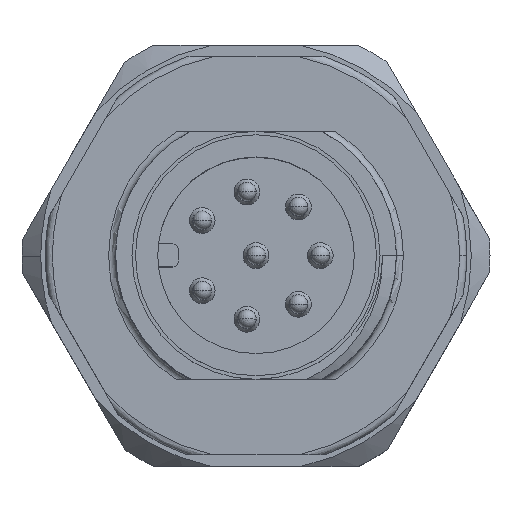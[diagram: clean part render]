
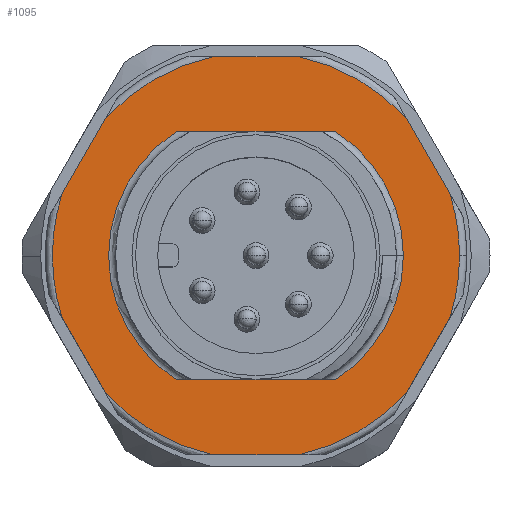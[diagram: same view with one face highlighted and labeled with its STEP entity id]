
A CAD part, top view. The second image highlights one B-rep face of the part: STEP entity #1095.
In plain terms, the highlighted planar face has unit normal (0, 0, 1).
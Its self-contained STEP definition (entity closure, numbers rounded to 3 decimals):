
#680=PLANE('',#8076);
#795=FACE_BOUND('',#2148,.T.);
#796=FACE_BOUND('',#2149,.T.);
#1095=ADVANCED_FACE('',(#795,#796),#680,.T.);
#2148=EDGE_LOOP('',(#4021,#4022,#4023,#4024,#4025,#4026,#4027,#4028,#4029,
#4030,#4031,#4032,#4033,#4034));
#2149=EDGE_LOOP('',(#4035,#4036,#4037,#4038,#4039,#4040));
#2641=LINE('',#12828,#2973);
#2645=LINE('',#12924,#2977);
#2649=LINE('',#13029,#2981);
#2650=LINE('',#13036,#2982);
#2651=LINE('',#13040,#2983);
#2652=LINE('',#13046,#2984);
#2653=LINE('',#13052,#2985);
#2654=LINE('',#13058,#2986);
#2973=VECTOR('',#9348,1.);
#2977=VECTOR('',#9378,1.);
#2981=VECTOR('',#9392,1.);
#2982=VECTOR('',#9401,1.);
#2983=VECTOR('',#9404,1.);
#2984=VECTOR('',#9409,1.);
#2985=VECTOR('',#9414,1.);
#2986=VECTOR('',#9419,1.);
#4021=ORIENTED_EDGE('',*,*,#6602,.T.);
#4022=ORIENTED_EDGE('',*,*,#6601,.F.);
#4023=ORIENTED_EDGE('',*,*,#6603,.T.);
#4024=ORIENTED_EDGE('',*,*,#6590,.T.);
#4025=ORIENTED_EDGE('',*,*,#6582,.T.);
#4026=ORIENTED_EDGE('',*,*,#6581,.T.);
#4027=ORIENTED_EDGE('',*,*,#6575,.T.);
#4028=ORIENTED_EDGE('',*,*,#6604,.T.);
#4029=ORIENTED_EDGE('',*,*,#6605,.F.);
#4030=ORIENTED_EDGE('',*,*,#6606,.T.);
#4031=ORIENTED_EDGE('',*,*,#6607,.T.);
#4032=ORIENTED_EDGE('',*,*,#6608,.T.);
#4033=ORIENTED_EDGE('',*,*,#6609,.T.);
#4034=ORIENTED_EDGE('',*,*,#6610,.T.);
#4035=ORIENTED_EDGE('',*,*,#6611,.T.);
#4036=ORIENTED_EDGE('',*,*,#6612,.T.);
#4037=ORIENTED_EDGE('',*,*,#6613,.F.);
#4038=ORIENTED_EDGE('',*,*,#6614,.T.);
#4039=ORIENTED_EDGE('',*,*,#6615,.T.);
#4040=ORIENTED_EDGE('',*,*,#6616,.F.);
#5683=VERTEX_POINT('',#12827);
#5684=VERTEX_POINT('',#12829);
#5688=VERTEX_POINT('',#12856);
#5689=VERTEX_POINT('',#12858);
#5693=VERTEX_POINT('',#12925);
#5698=VERTEX_POINT('',#12989);
#5700=VERTEX_POINT('',#13028);
#5701=VERTEX_POINT('',#13032);
#5702=VERTEX_POINT('',#13035);
#5703=VERTEX_POINT('',#13037);
#5704=VERTEX_POINT('',#13039);
#5705=VERTEX_POINT('',#13041);
#5706=VERTEX_POINT('',#13043);
#5707=VERTEX_POINT('',#13045);
#5708=VERTEX_POINT('',#13048);
#5709=VERTEX_POINT('',#13049);
#5710=VERTEX_POINT('',#13051);
#5711=VERTEX_POINT('',#13053);
#5712=VERTEX_POINT('',#13055);
#5713=VERTEX_POINT('',#13057);
#6575=EDGE_CURVE('',#5684,#5683,#2641,.T.);
#6581=EDGE_CURVE('',#5688,#5684,#7471,.T.);
#6582=EDGE_CURVE('',#5689,#5688,#7472,.T.);
#6590=EDGE_CURVE('',#5693,#5689,#2645,.T.);
#6601=EDGE_CURVE('',#5700,#5698,#2649,.T.);
#6602=EDGE_CURVE('',#5701,#5698,#7478,.T.);
#6603=EDGE_CURVE('',#5700,#5693,#7479,.T.);
#6604=EDGE_CURVE('',#5683,#5702,#7480,.T.);
#6605=EDGE_CURVE('',#5703,#5702,#2650,.T.);
#6606=EDGE_CURVE('',#5703,#5704,#7481,.T.);
#6607=EDGE_CURVE('',#5704,#5705,#2651,.T.);
#6608=EDGE_CURVE('',#5705,#5706,#7482,.T.);
#6609=EDGE_CURVE('',#5706,#5707,#7483,.T.);
#6610=EDGE_CURVE('',#5707,#5701,#2652,.T.);
#6611=EDGE_CURVE('',#5708,#5709,#7484,.T.);
#6612=EDGE_CURVE('',#5709,#5710,#7485,.T.);
#6613=EDGE_CURVE('',#5711,#5710,#2653,.T.);
#6614=EDGE_CURVE('',#5711,#5712,#7486,.T.);
#6615=EDGE_CURVE('',#5712,#5713,#7487,.T.);
#6616=EDGE_CURVE('',#5708,#5713,#2654,.T.);
#7471=CIRCLE('',#8051,8.7);
#7472=CIRCLE('',#8052,8.7);
#7478=CIRCLE('',#8066,8.7);
#7479=CIRCLE('',#8067,8.7);
#7480=CIRCLE('',#8068,8.7);
#7481=CIRCLE('',#8069,8.7);
#7482=CIRCLE('',#8070,8.7);
#7483=CIRCLE('',#8071,8.7);
#7484=CIRCLE('',#8072,6.3);
#7485=CIRCLE('',#8073,6.3);
#7486=CIRCLE('',#8074,6.3);
#7487=CIRCLE('',#8075,6.3);
#8051=AXIS2_PLACEMENT_3D('',#12855,#9359,#9360);
#8052=AXIS2_PLACEMENT_3D('',#12857,#9361,#9362);
#8066=AXIS2_PLACEMENT_3D('',#13031,#9395,#9396);
#8067=AXIS2_PLACEMENT_3D('',#13033,#9397,#9398);
#8068=AXIS2_PLACEMENT_3D('',#13034,#9399,#9400);
#8069=AXIS2_PLACEMENT_3D('',#13038,#9402,#9403);
#8070=AXIS2_PLACEMENT_3D('',#13042,#9405,#9406);
#8071=AXIS2_PLACEMENT_3D('',#13044,#9407,#9408);
#8072=AXIS2_PLACEMENT_3D('',#13047,#9410,#9411);
#8073=AXIS2_PLACEMENT_3D('',#13050,#9412,#9413);
#8074=AXIS2_PLACEMENT_3D('',#13054,#9415,#9416);
#8075=AXIS2_PLACEMENT_3D('',#13056,#9417,#9418);
#8076=AXIS2_PLACEMENT_3D('',#13059,#9420,#9421);
#9348=DIRECTION('',(0.5,-0.866,0.));
#9359=DIRECTION('',(0.,0.,1.));
#9360=DIRECTION('',(-1.,0.,0.));
#9361=DIRECTION('',(0.,0.,1.));
#9362=DIRECTION('',(-0.953,0.304,0.));
#9378=DIRECTION('',(-0.5,-0.866,0.));
#9392=DIRECTION('',(1.,0.,0.));
#9395=DIRECTION('',(0.,0.,1.));
#9396=DIRECTION('',(0.74,0.673,0.));
#9397=DIRECTION('',(0.,0.,1.));
#9398=DIRECTION('',(-0.213,0.977,0.));
#9399=DIRECTION('',(0.,0.,1.));
#9400=DIRECTION('',(-0.74,-0.673,0.));
#9401=DIRECTION('',(-1.,0.,0.));
#9402=DIRECTION('',(0.,0.,1.));
#9403=DIRECTION('',(0.213,-0.977,0.));
#9404=DIRECTION('',(0.5,0.866,0.));
#9405=DIRECTION('',(0.,0.,1.));
#9406=DIRECTION('',(0.953,-0.304,0.));
#9407=DIRECTION('',(0.,0.,1.));
#9408=DIRECTION('',(1.,0.,0.));
#9409=DIRECTION('',(-0.5,0.866,0.));
#9410=DIRECTION('',(0.,0.,-1.));
#9411=DIRECTION('',(0.541,0.841,0.));
#9412=DIRECTION('',(0.,0.,-1.));
#9413=DIRECTION('',(1.,0.,0.));
#9414=DIRECTION('',(1.,0.,0.));
#9415=DIRECTION('',(0.,0.,-1.));
#9416=DIRECTION('',(-0.541,-0.841,0.));
#9417=DIRECTION('',(0.,0.,-1.));
#9418=DIRECTION('',(-1.,0.,0.));
#9419=DIRECTION('',(-1.,0.,0.));
#9420=DIRECTION('',(0.,0.,1.));
#9421=DIRECTION('',(-1.,0.,0.));
#12827=CARTESIAN_POINT('',(-53.059,5.26,19.747));
#12828=CARTESIAN_POINT('',(-54.914,8.473,19.747));
#12829=CARTESIAN_POINT('',(-54.914,8.473,19.747));
#12855=CARTESIAN_POINT('',(-46.626,11.116,19.747));
#12856=CARTESIAN_POINT('',(-55.326,11.116,19.747));
#12857=CARTESIAN_POINT('',(-46.626,11.116,19.747));
#12858=CARTESIAN_POINT('',(-54.914,13.76,19.747));
#12924=CARTESIAN_POINT('',(-53.059,16.973,19.747));
#12925=CARTESIAN_POINT('',(-53.059,16.973,19.747));
#12989=CARTESIAN_POINT('',(-44.771,19.616,19.747));
#13028=CARTESIAN_POINT('',(-48.48,19.616,19.747));
#13029=CARTESIAN_POINT('',(-48.48,19.616,19.747));
#13031=CARTESIAN_POINT('',(-46.626,11.116,19.747));
#13032=CARTESIAN_POINT('',(-40.192,16.973,19.747));
#13033=CARTESIAN_POINT('',(-46.626,11.116,19.747));
#13034=CARTESIAN_POINT('',(-46.626,11.116,19.747));
#13035=CARTESIAN_POINT('',(-48.48,2.616,19.747));
#13036=CARTESIAN_POINT('',(-44.771,2.616,19.747));
#13037=CARTESIAN_POINT('',(-44.771,2.616,19.747));
#13038=CARTESIAN_POINT('',(-46.626,11.116,19.747));
#13039=CARTESIAN_POINT('',(-40.192,5.26,19.747));
#13040=CARTESIAN_POINT('',(-40.192,5.26,19.747));
#13041=CARTESIAN_POINT('',(-38.337,8.473,19.747));
#13042=CARTESIAN_POINT('',(-46.626,11.116,19.747));
#13043=CARTESIAN_POINT('',(-37.926,11.116,19.747));
#13044=CARTESIAN_POINT('',(-46.626,11.116,19.747));
#13045=CARTESIAN_POINT('',(-38.337,13.76,19.747));
#13046=CARTESIAN_POINT('',(-38.337,13.76,19.747));
#13047=CARTESIAN_POINT('',(-46.626,11.116,19.747));
#13048=CARTESIAN_POINT('',(-43.22,16.416,19.747));
#13049=CARTESIAN_POINT('',(-40.326,11.116,19.747));
#13050=CARTESIAN_POINT('',(-46.626,11.116,19.747));
#13051=CARTESIAN_POINT('',(-43.22,5.816,19.747));
#13052=CARTESIAN_POINT('',(-50.031,5.816,19.747));
#13053=CARTESIAN_POINT('',(-50.031,5.816,19.747));
#13054=CARTESIAN_POINT('',(-46.626,11.116,19.747));
#13055=CARTESIAN_POINT('',(-52.926,11.116,19.747));
#13056=CARTESIAN_POINT('',(-46.626,11.116,19.747));
#13057=CARTESIAN_POINT('',(-50.031,16.416,19.747));
#13058=CARTESIAN_POINT('',(-43.22,16.416,19.747));
#13059=CARTESIAN_POINT('',(-46.626,11.116,19.747));
